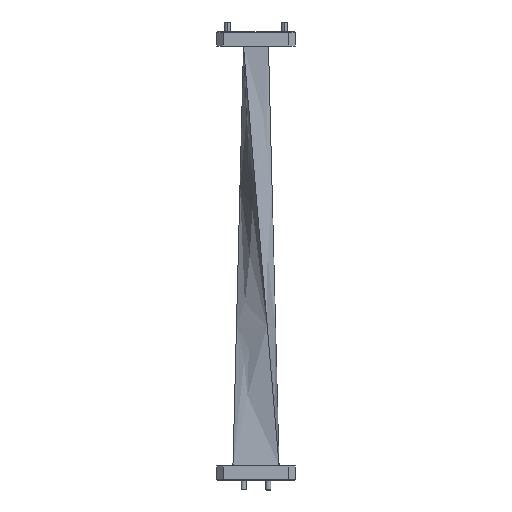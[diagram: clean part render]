
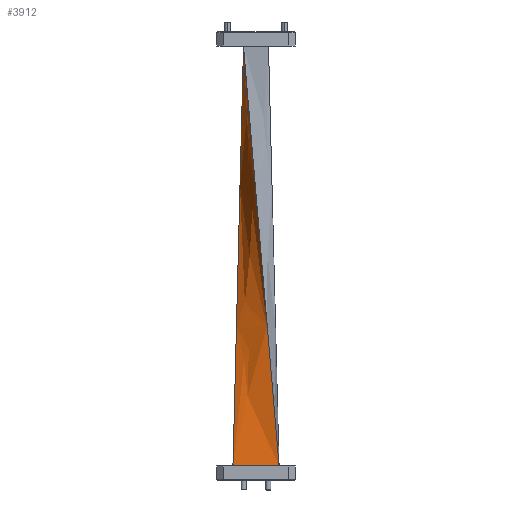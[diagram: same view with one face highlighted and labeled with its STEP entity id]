
A CAD part, left-side view. The second image highlights one B-rep face of the part: STEP entity #3912.
In plain terms, the highlighted free-form (B-spline) face has degree [3, 1] with [6, 2] control points.
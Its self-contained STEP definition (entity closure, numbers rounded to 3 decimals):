
#34 = CARTESIAN_POINT ( 'NONE',  ( -5.575, 3.425, -193.6 ) ) ;
#532 = LINE ( 'NONE', #6869, #11197 ) ;
#894 = DIRECTION ( 'NONE',  ( 0.025, -0.084, -0.996 ) ) ;
#1249 = VERTEX_POINT ( 'NONE', #5151 ) ;
#1551 = CARTESIAN_POINT ( 'NONE',  ( 6.85, 5.575, -6.4 ) ) ;
#1819 = CARTESIAN_POINT ( 'NONE',  ( 10.275, 5.575, -6.4 ) ) ;
#1888 = B_SPLINE_SURFACE_WITH_KNOTS ( 'NONE', 3, 1, ( 
 ( #9245, #7662 ),
 ( #18291, #9177 ),
 ( #10760, #4479 ),
 ( #9111, #34 ),
 ( #1551, #12142 ),
 ( #1819, #7859 ) ),
 .UNSPECIFIED., .F., .F., .F.,
 ( 4, 2, 4 ),
 ( 2, 2 ),
 ( 0., 0.5, 1. ),
 ( 0., 1. ),
 .UNSPECIFIED. ) ;
#2115 = CARTESIAN_POINT ( 'NONE',  ( -5.575, -10.275, -193.6 ) ) ;
#2130 = VECTOR ( 'NONE', #12900, 1000. ) ;
#2419 = DIRECTION ( 'NONE',  ( 1., 0., 0. ) ) ;
#2429 = EDGE_CURVE ( 'NONE', #10443, #1249, #13391, .T. ) ;
#3104 = LINE ( 'NONE', #10144, #6655 ) ;
#3273 = CARTESIAN_POINT ( 'NONE',  ( 10.275, 5.575, -6.4 ) ) ;
#3472 = ORIENTED_EDGE ( 'NONE', *, *, #17013, .T. ) ;
#3912 = ADVANCED_FACE ( 'NONE', ( #4543 ), #1888, .T. ) ;
#4479 = CARTESIAN_POINT ( 'NONE',  ( -5.575, -3.425, -193.6 ) ) ;
#4543 = FACE_OUTER_BOUND ( 'NONE', #19058, .T. ) ;
#5082 = EDGE_CURVE ( 'NONE', #12753, #1249, #3104, .T. ) ;
#5151 = CARTESIAN_POINT ( 'NONE',  ( 10.275, 5.575, -6.4 ) ) ;
#6144 = LINE ( 'NONE', #2115, #2130 ) ;
#6655 = VECTOR ( 'NONE', #6915, 1000. ) ;
#6869 = CARTESIAN_POINT ( 'NONE',  ( -7.925, -2.35, -100. ) ) ;
#6915 = DIRECTION ( 'NONE',  ( 0.084, -0.025, 0.996 ) ) ;
#7341 = CARTESIAN_POINT ( 'NONE',  ( -5.575, 10.275, -193.6 ) ) ;
#7662 = CARTESIAN_POINT ( 'NONE',  ( -5.575, -10.275, -193.6 ) ) ;
#7859 = CARTESIAN_POINT ( 'NONE',  ( -5.575, 10.275, -193.6 ) ) ;
#9111 = CARTESIAN_POINT ( 'NONE',  ( 3.425, 5.575, -6.4 ) ) ;
#9177 = CARTESIAN_POINT ( 'NONE',  ( -5.575, -6.85, -193.6 ) ) ;
#9245 = CARTESIAN_POINT ( 'NONE',  ( -10.275, 5.575, -6.4 ) ) ;
#10018 = VERTEX_POINT ( 'NONE', #11183 ) ;
#10144 = CARTESIAN_POINT ( 'NONE',  ( 2.35, 7.925, -100. ) ) ;
#10353 = ORIENTED_EDGE ( 'NONE', *, *, #12940, .F. ) ;
#10443 = VERTEX_POINT ( 'NONE', #15287 ) ;
#10760 = CARTESIAN_POINT ( 'NONE',  ( -3.425, 5.575, -6.4 ) ) ;
#11183 = CARTESIAN_POINT ( 'NONE',  ( -5.575, -10.275, -193.6 ) ) ;
#11197 = VECTOR ( 'NONE', #894, 1000. ) ;
#12142 = CARTESIAN_POINT ( 'NONE',  ( -5.575, 6.85, -193.6 ) ) ;
#12753 = VERTEX_POINT ( 'NONE', #7341 ) ;
#12900 = DIRECTION ( 'NONE',  ( 0., -1., 0. ) ) ;
#12940 = EDGE_CURVE ( 'NONE', #10443, #10018, #532, .T. ) ;
#13391 = LINE ( 'NONE', #3273, #15789 ) ;
#14271 = ORIENTED_EDGE ( 'NONE', *, *, #5082, .F. ) ;
#15287 = CARTESIAN_POINT ( 'NONE',  ( -10.275, 5.575, -6.4 ) ) ;
#15789 = VECTOR ( 'NONE', #2419, 1000. ) ;
#17013 = EDGE_CURVE ( 'NONE', #12753, #10018, #6144, .T. ) ;
#18291 = CARTESIAN_POINT ( 'NONE',  ( -6.85, 5.575, -6.4 ) ) ;
#18579 = ORIENTED_EDGE ( 'NONE', *, *, #2429, .T. ) ;
#19058 = EDGE_LOOP ( 'NONE', ( #18579, #14271, #3472, #10353 ) ) ;
